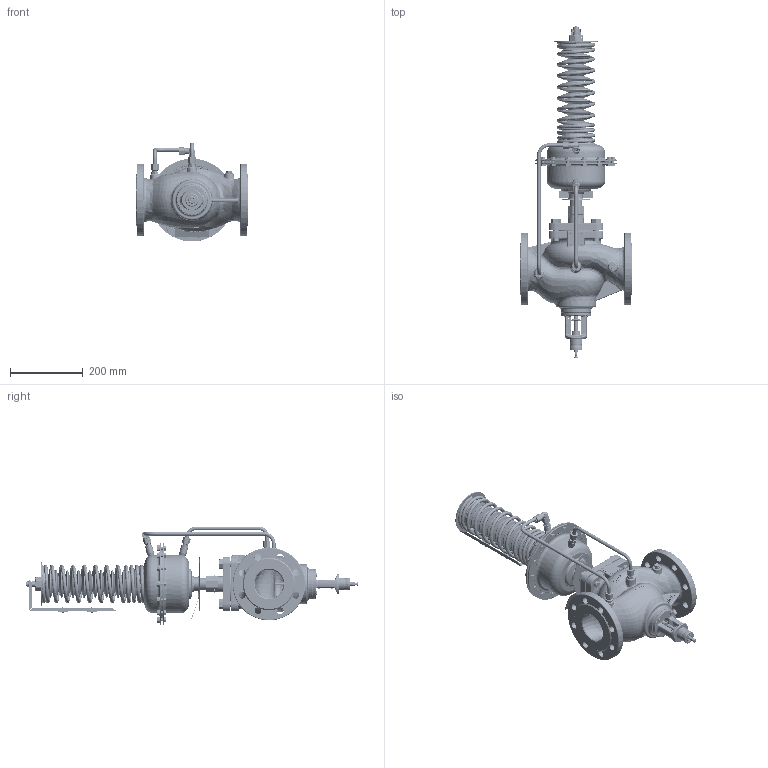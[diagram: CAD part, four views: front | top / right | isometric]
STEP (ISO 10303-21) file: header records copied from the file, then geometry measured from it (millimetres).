
FILE_DESCRIPTION((''),'2;1');
FILE_NAME('003G5561_AFQMP2_PN16_DN80_STEP_ASM','2022-05-06T14:46:07',('U371517'),(''),'CREO PARAMETRIC BY PTC INC, 2020342','CREO PARAMETRIC BY PTC INC, 2020342','');
FILE_SCHEMA(('AUTOMOTIVE_DESIGN { 1 0 10303 214 1 1 1 1 }'));
Length unit declared in the file: millimetre
Products named in the file (86): 88650500_VALVE_BODY_VFQM_DN80_1; 88650710_VALVE_COVER_VFG_DN80_1; 88651330_SPINDLE_CV_DN65-80_1_1; 5184024_1_1_1; 88651200_YOKE_BODY_DN65_100_1_1; HEX_SCREW_DIN933_M06X18_1_1_1; 88652260_SETT_SCREW_DN65-100__1; 88652710_FLOW_SCALE_DN80_1_1; 88652800_POINTER_VFQM_1_1_1; 51817881_SCREW_SF_M3X5_1_1_1; 54540510_1_1_1; 188610240_1_1_1; WALTER_CONNECTION_1_1_1; WALTER_PROFILE_RING_1_1_1; WALTER_CONNECTION_NUT_1_1_1; 8863078_ASM_1_1_ASM_1_ASM; 88653150_VFQM_DN80_PN16_ASM_1_A_ASM; 88670070_HOUSING160_PN16_MINU_1; 88673400_TUBE_FI38X10X62_MINU_1; 88671660_PRESSURE_CONNEC-158018; WELD_PRESS_CON_4MM_1_1_1; WELD_160_4MM_INST_AF0_1_1_1; WELD_160_4MM_2_INST_1_1_1; 88671470_COVER160_PN16_MINUS__1_ASM; 88670060_HOUSING160_PN16_PLUS_1; 88673410_TUBE_FI38X10X33_AF0__1; 88671660_PRESSURE_CONNEC-170679; WELD_PRESS_CON_4MM_AF0_1_1_1; WELD_160_4MM_INST_1_1_1; WELD_160_4MM_2_INST_1_1; 88671460_COVER160_PN16_PLUS_A_1_ASM; 88670600_CONNECTING_NUT_G1_1__1; 88671040_SETTING_SPINDLE_PA_1_1; 88670800_SETTING_NUT_IPA_1_1_1; 5521168_1_1_2_1_1; 5521168_1_1_2_2_1; 5521168_1_1_2_3_1; 5521168_1_1_2_4_1; 5521168_1_1_2_5_1; 5521168_1_1_2_6_1 ...
Assembly tree (144 placements, depth 7):
  003G5561_AFQMP2_PN16_DN80_STEP_ASM
    003G5561_AFQMP2_PN16_DN8-237958_ASM
      003G5561_AFQMP2_PN16_DN8-124407_ASM
        88653150_VFQM_DN80_PN16_ASM_1_A_ASM
          88650500_VALVE_BODY_VFQM_DN80_1
          88650710_VALVE_COVER_VFG_DN80_1
          88651330_SPINDLE_CV_DN65-80_1_1
          5184024_1_1_1  x4
          88651200_YOKE_BODY_DN65_100_1_1
          HEX_SCREW_DIN933_M06X18_1_1_1  x4
          88652260_SETT_SCREW_DN65-100__1
          88652710_FLOW_SCALE_DN80_1_1
          88652800_POINTER_VFQM_1_1_1
          51817881_SCREW_SF_M3X5_1_1_1  x2
          54540510_1_1_1  x3
          188610240_1_1_1
          8863078_ASM_1_1_ASM_1_ASM  x2
            WALTER_CONNECTION_1_1_1
            WALTER_PROFILE_RING_1_1_1
            WALTER_CONNECTION_NUT_1_1_1
        003G5612_AFP_PN16_160CM2_BLUE_1_ASM
          88671470_COVER160_PN16_MINUS__1_ASM
            88670070_HOUSING160_PN16_MINU_1
            88673400_TUBE_FI38X10X62_MINU_1
            88671660_PRESSURE_CONNEC-158018
            WELD_PRESS_CON_4MM_1_1_1
            WELD_160_4MM_INST_AF0_1_1_1
            WELD_160_4MM_2_INST_1_1_1
          88671460_COVER160_PN16_PLUS_A_1_ASM
            88670060_HOUSING160_PN16_PLUS_1
            88673410_TUBE_FI38X10X33_AF0__1
            88671660_PRESSURE_CONNEC-170679
            WELD_PRESS_CON_4MM_AF0_1_1_1
            WELD_160_4MM_INST_1_1_1
            WELD_160_4MM_2_INST_1_1
          88670600_CONNECTING_NUT_G1_1__1
          88671040_SETTING_SPINDLE_PA_1_1
          88670800_SETTING_NUT_IPA_1_1_1
          5521168_1_1_2_ASM_1_ASM
            5521168_1_1_2_1_1
            5521168_1_1_2_2_1
            5521168_1_1_2_3_1
            5521168_1_1_2_4_1
            5521168_1_1_2_5_1
            5521168_1_1_2_6_1
            5521168_1_1_2_7_1
            5521168_1_1_2_8_1
            5521168_1_1_2_9_1
            5521168_1_1_2_10_1
            5521168_1_1_2_11_1
            5521168_1_1_2_12_1
            5521168_1_1_2_13_1
            5521168_1_1_2_14_1
            5521168_1_1_2_15_1
            5521168_1_1_2_16_1
            5521168_1_1_2_17_1
            5521168_1_1_2_18_1
          88670300_SPRING_HOLDER_PA_1_1_1
          5454051_1_1_1  x2
          88630620_TUBE_CONN_D1_0_DA_00_1_ASM  x2
Bounding box: 310 x 912.7 x 272.07 mm (x, y, z)
Volume: 5061307.5 mm3; surface area: 1519540.2 mm2
Topology: 138 solids, 138 shells, 6534 faces, 16810 edges, 10582 vertices
Faces by surface type: plane 2742, cylinder 1323, cone 1215, torus 549, bspline 505, sphere 108, extrusion 92
Entity records: 241286 total; most frequent: CARTESIAN_POINT 109349, ORIENTED_EDGE 26080, DIRECTION 25079, EDGE_CURVE 13040, AXIS2_PLACEMENT_3D 9483, VERTEX_POINT 8405, VECTOR 5866, LINE 5774
